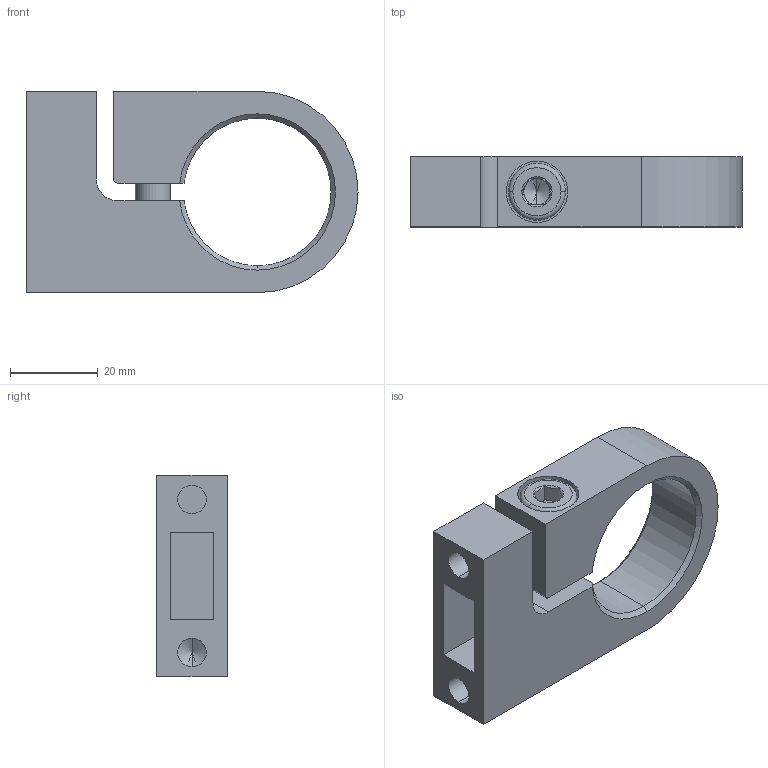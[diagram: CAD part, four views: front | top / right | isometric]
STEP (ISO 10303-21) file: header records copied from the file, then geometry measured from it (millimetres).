
FILE_DESCRIPTION (( 'STEP AP203' ), '1' );
FILE_NAME ('A_3507-033.STEP', '2019-03-11T12:48:26', ( '' ), ( '' ), 'SwSTEP 2.0', 'SolidWorks 2018', '' );
FILE_SCHEMA (( 'CONFIG_CONTROL_DESIGN' ));
Length unit declared in the file: millimetre
Products named in the file (3): A_3507-033.P1; skrutka DIN 912_M8x25_A2-70; A_3507-033
Assembly tree (2 placements, depth 2):
  A_3507-033
    A_3507-033.P1
    skrutka DIN 912_M8x25_A2-70
Bounding box: 75.85 x 16 x 46 mm (x, y, z)
Volume: 31075 mm3; surface area: 14336.4 mm2
Topology: 2 solids, 2 shells, 75 faces, 170 edges, 99 vertices
Faces by surface type: plane 31, cylinder 20, cone 20, torus 4
Entity records: 2409 total; most frequent: CARTESIAN_POINT 421, DIRECTION 382, ORIENTED_EDGE 328, EDGE_CURVE 164, AXIS2_PLACEMENT_3D 148, VERTEX_POINT 99, VECTOR 86, LINE 86
